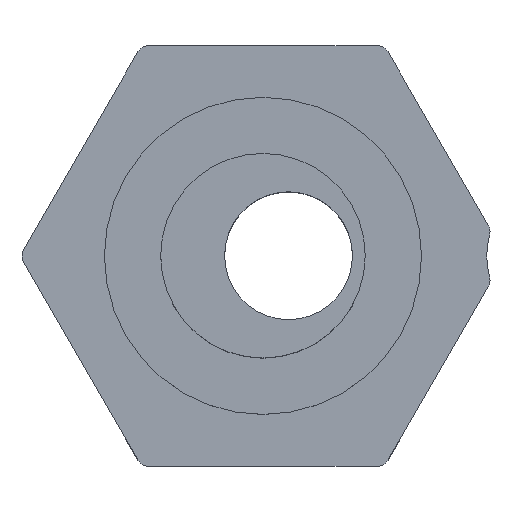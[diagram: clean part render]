
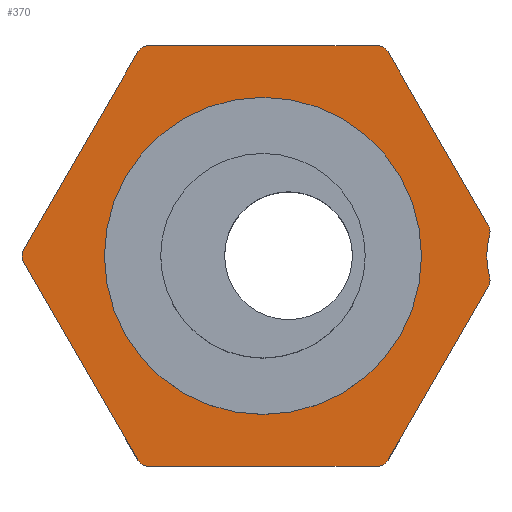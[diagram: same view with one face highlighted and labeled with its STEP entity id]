
A CAD part, top view. The second image highlights one B-rep face of the part: STEP entity #370.
In plain terms, the highlighted planar face has unit normal (0, 0, 1).
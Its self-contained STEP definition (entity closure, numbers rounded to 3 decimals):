
#17=FACE_BOUND('',#70,.T.);
#27=PLANE('',#425);
#46=FACE_OUTER_BOUND('',#69,.T.);
#69=EDGE_LOOP('',(#317,#318,#319,#320,#321,#322,#323,#324,#325,#326,#327,
#328,#329,#330));
#70=EDGE_LOOP('',(#331));
#86=LINE('',#597,#115);
#89=LINE('',#605,#118);
#92=LINE('',#613,#121);
#95=LINE('',#621,#124);
#98=LINE('',#629,#127);
#101=LINE('',#644,#130);
#115=VECTOR('',#478,10.);
#118=VECTOR('',#487,10.);
#121=VECTOR('',#496,10.);
#124=VECTOR('',#505,10.);
#127=VECTOR('',#514,10.);
#130=VECTOR('',#533,10.);
#133=CIRCLE('',#389,0.5);
#136=CIRCLE('',#393,3.);
#144=CIRCLE('',#403,0.5);
#145=CIRCLE('',#406,0.5);
#146=CIRCLE('',#409,0.5);
#147=CIRCLE('',#412,0.5);
#148=CIRCLE('',#415,0.5);
#149=CIRCLE('',#418,0.5);
#151=CIRCLE('',#421,6.2);
#155=VERTEX_POINT('',#550);
#156=VERTEX_POINT('',#551);
#160=VERTEX_POINT('',#561);
#173=VERTEX_POINT('',#591);
#174=VERTEX_POINT('',#595);
#175=VERTEX_POINT('',#599);
#176=VERTEX_POINT('',#603);
#177=VERTEX_POINT('',#607);
#178=VERTEX_POINT('',#611);
#179=VERTEX_POINT('',#615);
#180=VERTEX_POINT('',#619);
#181=VERTEX_POINT('',#623);
#182=VERTEX_POINT('',#627);
#183=VERTEX_POINT('',#631);
#185=VERTEX_POINT('',#637);
#189=EDGE_CURVE('',#155,#156,#133,.T.);
#195=EDGE_CURVE('',#155,#160,#136,.T.);
#209=EDGE_CURVE('',#173,#160,#144,.T.);
#212=EDGE_CURVE('',#173,#174,#86,.T.);
#213=EDGE_CURVE('',#175,#174,#145,.T.);
#216=EDGE_CURVE('',#175,#176,#89,.T.);
#217=EDGE_CURVE('',#177,#176,#146,.T.);
#220=EDGE_CURVE('',#177,#178,#92,.T.);
#221=EDGE_CURVE('',#179,#178,#147,.T.);
#224=EDGE_CURVE('',#179,#180,#95,.T.);
#225=EDGE_CURVE('',#181,#180,#148,.T.);
#228=EDGE_CURVE('',#181,#182,#98,.T.);
#229=EDGE_CURVE('',#183,#182,#149,.T.);
#233=EDGE_CURVE('',#185,#185,#151,.T.);
#235=EDGE_CURVE('',#183,#156,#101,.T.);
#317=ORIENTED_EDGE('',*,*,#189,.F.);
#318=ORIENTED_EDGE('',*,*,#195,.T.);
#319=ORIENTED_EDGE('',*,*,#209,.F.);
#320=ORIENTED_EDGE('',*,*,#212,.T.);
#321=ORIENTED_EDGE('',*,*,#213,.F.);
#322=ORIENTED_EDGE('',*,*,#216,.T.);
#323=ORIENTED_EDGE('',*,*,#217,.F.);
#324=ORIENTED_EDGE('',*,*,#220,.T.);
#325=ORIENTED_EDGE('',*,*,#221,.F.);
#326=ORIENTED_EDGE('',*,*,#224,.T.);
#327=ORIENTED_EDGE('',*,*,#225,.F.);
#328=ORIENTED_EDGE('',*,*,#228,.T.);
#329=ORIENTED_EDGE('',*,*,#229,.F.);
#330=ORIENTED_EDGE('',*,*,#235,.T.);
#331=ORIENTED_EDGE('',*,*,#233,.T.);
#370=ADVANCED_FACE('',(#46,#17),#27,.T.);
#389=AXIS2_PLACEMENT_3D('',#552,#435,#436);
#393=AXIS2_PLACEMENT_3D('',#563,#446,#447);
#403=AXIS2_PLACEMENT_3D('',#592,#472,#473);
#406=AXIS2_PLACEMENT_3D('',#600,#481,#482);
#409=AXIS2_PLACEMENT_3D('',#608,#490,#491);
#412=AXIS2_PLACEMENT_3D('',#616,#499,#500);
#415=AXIS2_PLACEMENT_3D('',#624,#508,#509);
#418=AXIS2_PLACEMENT_3D('',#632,#517,#518);
#421=AXIS2_PLACEMENT_3D('',#639,#525,#526);
#425=AXIS2_PLACEMENT_3D('',#645,#534,#535);
#435=DIRECTION('center_axis',(0.,0.,-1.));
#436=DIRECTION('ref_axis',(0.992,-0.125,0.));
#446=DIRECTION('center_axis',(0.,0.,-1.));
#447=DIRECTION('ref_axis',(1.,0.,0.));
#472=DIRECTION('center_axis',(0.,0.,-1.));
#473=DIRECTION('ref_axis',(0.992,0.125,0.));
#478=DIRECTION('',(-0.5,0.866,0.));
#481=DIRECTION('center_axis',(0.,0.,-1.));
#482=DIRECTION('ref_axis',(0.5,0.866,0.));
#487=DIRECTION('',(-1.,0.,0.));
#490=DIRECTION('center_axis',(0.,0.,-1.));
#491=DIRECTION('ref_axis',(-0.5,0.866,0.));
#496=DIRECTION('',(-0.5,-0.866,0.));
#499=DIRECTION('center_axis',(0.,0.,-1.));
#500=DIRECTION('ref_axis',(-1.,0.,0.));
#505=DIRECTION('',(0.5,-0.866,0.));
#508=DIRECTION('center_axis',(0.,0.,-1.));
#509=DIRECTION('ref_axis',(-0.5,-0.866,0.));
#514=DIRECTION('',(1.,0.,0.));
#517=DIRECTION('center_axis',(0.,0.,-1.));
#518=DIRECTION('ref_axis',(0.5,-0.866,0.));
#525=DIRECTION('center_axis',(0.,0.,-1.));
#526=DIRECTION('ref_axis',(1.,0.,0.));
#533=DIRECTION('',(0.5,0.866,0.));
#534=DIRECTION('center_axis',(0.,0.,1.));
#535=DIRECTION('ref_axis',(1.,0.,0.));
#550=CARTESIAN_POINT('',(8.861,-0.806,3.5));
#551=CARTESIAN_POINT('',(8.813,-1.19,3.5));
#552=CARTESIAN_POINT('Origin',(8.38,-0.94,3.5));
#561=CARTESIAN_POINT('',(8.861,0.806,3.5));
#563=CARTESIAN_POINT('Origin',(11.751,0.,3.5));
#591=CARTESIAN_POINT('',(8.813,1.19,3.5));
#592=CARTESIAN_POINT('Origin',(8.38,0.94,3.5));
#595=CARTESIAN_POINT('',(4.894,7.977,3.5));
#597=CARTESIAN_POINT('',(9.5,0.,3.5));
#599=CARTESIAN_POINT('',(4.461,8.227,3.5));
#600=CARTESIAN_POINT('Origin',(4.461,7.727,3.5));
#603=CARTESIAN_POINT('',(-4.461,8.227,3.5));
#605=CARTESIAN_POINT('',(4.75,8.227,3.5));
#607=CARTESIAN_POINT('',(-4.894,7.977,3.5));
#608=CARTESIAN_POINT('Origin',(-4.461,7.727,3.5));
#611=CARTESIAN_POINT('',(-9.356,0.25,3.5));
#613=CARTESIAN_POINT('',(-4.75,8.227,3.5));
#615=CARTESIAN_POINT('',(-9.356,-0.25,3.5));
#616=CARTESIAN_POINT('Origin',(-8.923,0.,3.5));
#619=CARTESIAN_POINT('',(-4.894,-7.977,3.5));
#621=CARTESIAN_POINT('',(-9.5,0.,3.5));
#623=CARTESIAN_POINT('',(-4.461,-8.227,3.5));
#624=CARTESIAN_POINT('Origin',(-4.461,-7.727,3.5));
#627=CARTESIAN_POINT('',(4.461,-8.227,3.5));
#629=CARTESIAN_POINT('',(-4.75,-8.227,3.5));
#631=CARTESIAN_POINT('',(4.894,-7.977,3.5));
#632=CARTESIAN_POINT('Origin',(4.461,-7.727,3.5));
#637=CARTESIAN_POINT('',(-6.2,0.,3.5));
#639=CARTESIAN_POINT('Origin',(0.,0.,3.5));
#644=CARTESIAN_POINT('',(4.75,-8.227,3.5));
#645=CARTESIAN_POINT('Origin',(-0.289,0.,
3.5));
